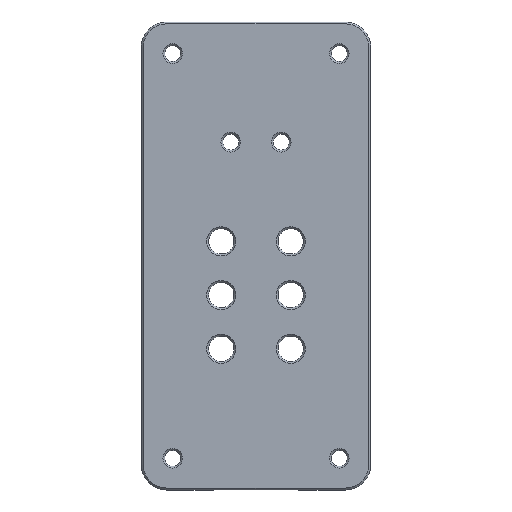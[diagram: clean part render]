
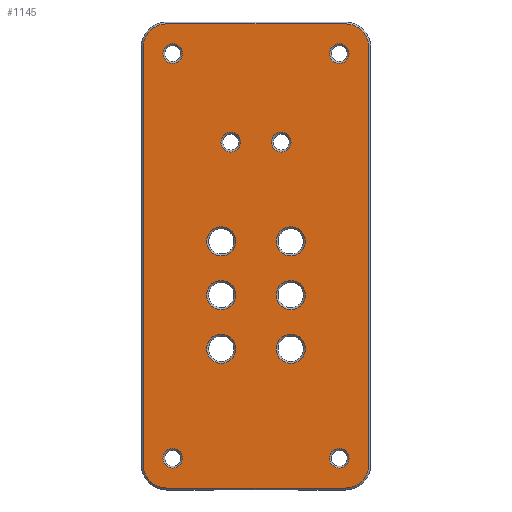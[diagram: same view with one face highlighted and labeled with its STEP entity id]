
A CAD part, top view. The second image highlights one B-rep face of the part: STEP entity #1145.
In plain terms, the highlighted planar face has unit normal (0, 0, 1).
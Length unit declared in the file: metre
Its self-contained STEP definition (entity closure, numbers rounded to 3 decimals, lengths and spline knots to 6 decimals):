
#72=CIRCLE('',#1249,0.0023);
#73=CIRCLE('',#1250,0.0023);
#74=CIRCLE('',#1251,0.0023);
#75=CIRCLE('',#1252,0.0023);
#76=CIRCLE('',#1253,0.0023);
#77=CIRCLE('',#1254,0.0023);
#78=CIRCLE('',#1255,0.00155);
#79=CIRCLE('',#1256,0.00155);
#80=CIRCLE('',#1257,0.00155);
#81=CIRCLE('',#1258,0.00155);
#82=CIRCLE('',#1259,0.00155);
#83=CIRCLE('',#1260,0.00155);
#84=CIRCLE('',#1261,0.0037);
#85=CIRCLE('',#1262,0.0037);
#86=CIRCLE('',#1263,0.0037);
#87=CIRCLE('',#1264,0.0037);
#204=ORIENTED_EDGE('',*,*,#480,.T.);
#205=ORIENTED_EDGE('',*,*,#481,.T.);
#206=ORIENTED_EDGE('',*,*,#482,.T.);
#207=ORIENTED_EDGE('',*,*,#483,.T.);
#208=ORIENTED_EDGE('',*,*,#484,.T.);
#209=ORIENTED_EDGE('',*,*,#485,.T.);
#210=ORIENTED_EDGE('',*,*,#486,.T.);
#211=ORIENTED_EDGE('',*,*,#487,.T.);
#212=ORIENTED_EDGE('',*,*,#488,.T.);
#213=ORIENTED_EDGE('',*,*,#489,.T.);
#214=ORIENTED_EDGE('',*,*,#490,.T.);
#215=ORIENTED_EDGE('',*,*,#491,.T.);
#216=ORIENTED_EDGE('',*,*,#492,.T.);
#217=ORIENTED_EDGE('',*,*,#493,.T.);
#218=ORIENTED_EDGE('',*,*,#494,.T.);
#219=ORIENTED_EDGE('',*,*,#495,.T.);
#220=ORIENTED_EDGE('',*,*,#496,.T.);
#221=ORIENTED_EDGE('',*,*,#497,.T.);
#222=ORIENTED_EDGE('',*,*,#498,.T.);
#223=ORIENTED_EDGE('',*,*,#499,.T.);
#480=EDGE_CURVE('',#616,#616,#72,.F.);
#481=EDGE_CURVE('',#617,#617,#73,.F.);
#482=EDGE_CURVE('',#618,#618,#74,.F.);
#483=EDGE_CURVE('',#619,#619,#75,.F.);
#484=EDGE_CURVE('',#620,#620,#76,.F.);
#485=EDGE_CURVE('',#621,#621,#77,.F.);
#486=EDGE_CURVE('',#622,#622,#78,.F.);
#487=EDGE_CURVE('',#623,#623,#79,.F.);
#488=EDGE_CURVE('',#624,#624,#80,.F.);
#489=EDGE_CURVE('',#625,#625,#81,.F.);
#490=EDGE_CURVE('',#626,#626,#82,.F.);
#491=EDGE_CURVE('',#627,#627,#83,.F.);
#492=EDGE_CURVE('',#628,#629,#84,.T.);
#493=EDGE_CURVE('',#629,#630,#724,.T.);
#494=EDGE_CURVE('',#630,#631,#85,.T.);
#495=EDGE_CURVE('',#631,#632,#725,.T.);
#496=EDGE_CURVE('',#632,#633,#86,.T.);
#497=EDGE_CURVE('',#633,#634,#726,.T.);
#498=EDGE_CURVE('',#634,#635,#87,.T.);
#499=EDGE_CURVE('',#635,#628,#727,.T.);
#616=VERTEX_POINT('',#1851);
#617=VERTEX_POINT('',#1853);
#618=VERTEX_POINT('',#1855);
#619=VERTEX_POINT('',#1857);
#620=VERTEX_POINT('',#1859);
#621=VERTEX_POINT('',#1861);
#622=VERTEX_POINT('',#1863);
#623=VERTEX_POINT('',#1865);
#624=VERTEX_POINT('',#1867);
#625=VERTEX_POINT('',#1869);
#626=VERTEX_POINT('',#1871);
#627=VERTEX_POINT('',#1873);
#628=VERTEX_POINT('',#1875);
#629=VERTEX_POINT('',#1876);
#630=VERTEX_POINT('',#1878);
#631=VERTEX_POINT('',#1880);
#632=VERTEX_POINT('',#1882);
#633=VERTEX_POINT('',#1884);
#634=VERTEX_POINT('',#1886);
#635=VERTEX_POINT('',#1888);
#724=LINE('',#1877,#800);
#725=LINE('',#1881,#801);
#726=LINE('',#1885,#802);
#727=LINE('',#1889,#803);
#800=VECTOR('',#1491,1.);
#801=VECTOR('',#1494,1.);
#802=VECTOR('',#1497,1.);
#803=VECTOR('',#1500,1.);
#847=EDGE_LOOP('',(#204));
#848=EDGE_LOOP('',(#205));
#849=EDGE_LOOP('',(#206));
#850=EDGE_LOOP('',(#207));
#851=EDGE_LOOP('',(#208));
#852=EDGE_LOOP('',(#209));
#853=EDGE_LOOP('',(#210));
#854=EDGE_LOOP('',(#211));
#855=EDGE_LOOP('',(#212));
#856=EDGE_LOOP('',(#213));
#857=EDGE_LOOP('',(#214));
#858=EDGE_LOOP('',(#215));
#859=EDGE_LOOP('',(#216,#217,#218,#219,#220,#221,#222,#223));
#981=FACE_BOUND('',#847,.T.);
#982=FACE_BOUND('',#848,.T.);
#983=FACE_BOUND('',#849,.T.);
#984=FACE_BOUND('',#850,.T.);
#985=FACE_BOUND('',#851,.T.);
#986=FACE_BOUND('',#852,.T.);
#987=FACE_BOUND('',#853,.T.);
#988=FACE_BOUND('',#854,.T.);
#989=FACE_BOUND('',#855,.T.);
#990=FACE_BOUND('',#856,.T.);
#991=FACE_BOUND('',#857,.T.);
#992=FACE_BOUND('',#858,.T.);
#993=FACE_BOUND('',#859,.T.);
#1111=PLANE('',#1248);
#1145=ADVANCED_FACE('',(#981,#982,#983,#984,#985,#986,#987,#988,#989,#990,
#991,#992,#993),#1111,.T.);
#1248=AXIS2_PLACEMENT_3D('',#1849,#1463,#1464);
#1249=AXIS2_PLACEMENT_3D('',#1850,#1465,#1466);
#1250=AXIS2_PLACEMENT_3D('',#1852,#1467,#1468);
#1251=AXIS2_PLACEMENT_3D('',#1854,#1469,#1470);
#1252=AXIS2_PLACEMENT_3D('',#1856,#1471,#1472);
#1253=AXIS2_PLACEMENT_3D('',#1858,#1473,#1474);
#1254=AXIS2_PLACEMENT_3D('',#1860,#1475,#1476);
#1255=AXIS2_PLACEMENT_3D('',#1862,#1477,#1478);
#1256=AXIS2_PLACEMENT_3D('',#1864,#1479,#1480);
#1257=AXIS2_PLACEMENT_3D('',#1866,#1481,#1482);
#1258=AXIS2_PLACEMENT_3D('',#1868,#1483,#1484);
#1259=AXIS2_PLACEMENT_3D('',#1870,#1485,#1486);
#1260=AXIS2_PLACEMENT_3D('',#1872,#1487,#1488);
#1261=AXIS2_PLACEMENT_3D('',#1874,#1489,#1490);
#1262=AXIS2_PLACEMENT_3D('',#1879,#1492,#1493);
#1263=AXIS2_PLACEMENT_3D('',#1883,#1495,#1496);
#1264=AXIS2_PLACEMENT_3D('',#1887,#1498,#1499);
#1463=DIRECTION('',(0.,0.,1.));
#1464=DIRECTION('',(1.,0.,0.));
#1465=DIRECTION('',(0.,0.,1.));
#1466=DIRECTION('',(1.,0.,0.));
#1467=DIRECTION('',(0.,0.,1.));
#1468=DIRECTION('',(1.,0.,0.));
#1469=DIRECTION('',(0.,0.,1.));
#1470=DIRECTION('',(1.,0.,0.));
#1471=DIRECTION('',(0.,0.,1.));
#1472=DIRECTION('',(1.,0.,0.));
#1473=DIRECTION('',(0.,0.,1.));
#1474=DIRECTION('',(1.,0.,0.));
#1475=DIRECTION('',(0.,0.,1.));
#1476=DIRECTION('',(1.,0.,0.));
#1477=DIRECTION('',(0.,0.,1.));
#1478=DIRECTION('',(1.,0.,0.));
#1479=DIRECTION('',(0.,0.,1.));
#1480=DIRECTION('',(1.,0.,0.));
#1481=DIRECTION('',(0.,0.,1.));
#1482=DIRECTION('',(1.,0.,0.));
#1483=DIRECTION('',(0.,0.,1.));
#1484=DIRECTION('',(1.,0.,0.));
#1485=DIRECTION('',(0.,0.,1.));
#1486=DIRECTION('',(1.,0.,0.));
#1487=DIRECTION('',(0.,0.,1.));
#1488=DIRECTION('',(1.,0.,0.));
#1489=DIRECTION('',(0.,0.,1.));
#1490=DIRECTION('',(1.,0.,0.));
#1491=DIRECTION('',(1.,0.,0.));
#1492=DIRECTION('',(0.,0.,1.));
#1493=DIRECTION('',(1.,0.,0.));
#1494=DIRECTION('',(0.,1.,0.));
#1495=DIRECTION('',(0.,0.,1.));
#1496=DIRECTION('',(1.,0.,0.));
#1497=DIRECTION('',(-1.,0.,0.));
#1498=DIRECTION('',(0.,0.,1.));
#1499=DIRECTION('',(1.,0.,0.));
#1500=DIRECTION('',(0.,-1.,0.));
#1849=CARTESIAN_POINT('',(0.,0.,0.));
#1850=CARTESIAN_POINT('',(-0.0055,0.00231,0.));
#1851=CARTESIAN_POINT('',(-0.0032,0.00231,0.));
#1852=CARTESIAN_POINT('',(-0.0055,-0.00619,0.));
#1853=CARTESIAN_POINT('',(-0.0032,-0.00619,0.));
#1854=CARTESIAN_POINT('',(-0.0055,-0.01469,0.));
#1855=CARTESIAN_POINT('',(-0.0032,-0.01469,0.));
#1856=CARTESIAN_POINT('',(0.0055,-0.01469,0.));
#1857=CARTESIAN_POINT('',(0.0078,-0.01469,0.));
#1858=CARTESIAN_POINT('',(0.0055,-0.00619,0.));
#1859=CARTESIAN_POINT('',(0.0078,-0.00619,0.));
#1860=CARTESIAN_POINT('',(0.0055,0.00231,0.));
#1861=CARTESIAN_POINT('',(0.0078,0.00231,0.));
#1862=CARTESIAN_POINT('',(0.004,0.01799,0.));
#1863=CARTESIAN_POINT('',(0.00555,0.01799,0.));
#1864=CARTESIAN_POINT('',(-0.004,0.01799,0.));
#1865=CARTESIAN_POINT('',(-0.00245,0.01799,0.));
#1866=CARTESIAN_POINT('',(-0.013175,0.032,0.));
#1867=CARTESIAN_POINT('',(-0.011625,0.032,0.));
#1868=CARTESIAN_POINT('',(0.013175,0.032,0.));
#1869=CARTESIAN_POINT('',(0.014725,0.032,0.));
#1870=CARTESIAN_POINT('',(0.013175,-0.032,0.));
#1871=CARTESIAN_POINT('',(0.014725,-0.032,0.));
#1872=CARTESIAN_POINT('',(-0.013175,-0.032,0.));
#1873=CARTESIAN_POINT('',(-0.011625,-0.032,0.));
#1874=CARTESIAN_POINT('',(-0.01415,-0.033,0.));
#1875=CARTESIAN_POINT('',(-0.01785,-0.033,0.));
#1876=CARTESIAN_POINT('',(-0.01415,-0.0367,0.));
#1877=CARTESIAN_POINT('',(0.01415,-0.0367,0.));
#1878=CARTESIAN_POINT('',(0.01415,-0.0367,0.));
#1879=CARTESIAN_POINT('',(0.01415,-0.033,0.));
#1880=CARTESIAN_POINT('',(0.01785,-0.033,0.));
#1881=CARTESIAN_POINT('',(0.01785,0.033,0.));
#1882=CARTESIAN_POINT('',(0.01785,0.033,0.));
#1883=CARTESIAN_POINT('',(0.01415,0.033,0.));
#1884=CARTESIAN_POINT('',(0.01415,0.0367,0.));
#1885=CARTESIAN_POINT('',(0.,0.0367,0.));
#1886=CARTESIAN_POINT('',(-0.01415,0.0367,0.));
#1887=CARTESIAN_POINT('',(-0.01415,0.033,0.));
#1888=CARTESIAN_POINT('',(-0.01785,0.033,0.));
#1889=CARTESIAN_POINT('',(-0.01785,0.,0.));
